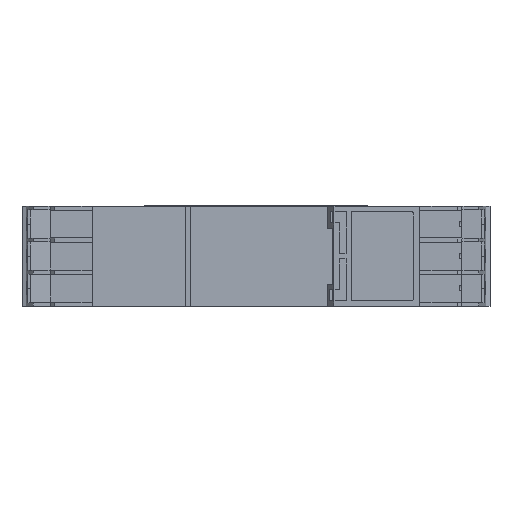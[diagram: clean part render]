
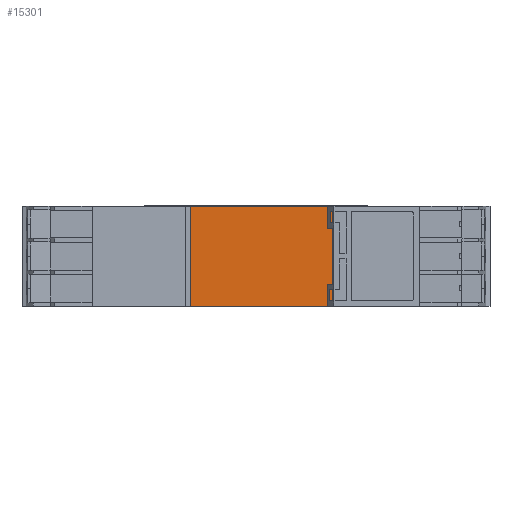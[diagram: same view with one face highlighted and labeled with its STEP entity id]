
A CAD part, front view. The second image highlights one B-rep face of the part: STEP entity #15301.
In plain terms, the highlighted planar face has unit normal (0, -1, 0).
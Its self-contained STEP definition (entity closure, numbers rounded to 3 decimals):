
#2834 = EDGE_LOOP ( 'NONE', ( #65652, #65653, #65651, #65654 ) ) ;
#5012 = PLANE ( 'NONE',  #61585 ) ;
#5013 = CARTESIAN_POINT ( 'NONE',  ( -55.724, 59.249, -14.357 ) ) ;
#5014 = DIRECTION ( 'NONE',  ( 0., -1., 0. ) ) ;
#5015 = DIRECTION ( 'NONE',  ( 0., 0., -1. ) ) ;
#15301 = ADVANCED_FACE ( 'NONE', ( #61402 ), #5012, .T. ) ;
#17983 = CARTESIAN_POINT ( 'NONE',  ( -55.724, 59.249, -13.857 ) ) ;
#17984 = CARTESIAN_POINT ( 'NONE',  ( -22.424, 59.249, -13.857 ) ) ;
#18314 = CARTESIAN_POINT ( 'NONE',  ( -55.724, 59.249, 8.643 ) ) ;
#18318 = CARTESIAN_POINT ( 'NONE',  ( -22.424, 59.249, 8.643 ) ) ;
#19834 = LINE ( 'NONE', #22245, #19922 ) ;
#19922 = VECTOR ( 'NONE', #22246, 1000. ) ;
#22245 = CARTESIAN_POINT ( 'NONE',  ( -55.724, 59.249, 8.643 ) ) ;
#22246 = DIRECTION ( 'NONE',  ( -1., 0., 0. ) ) ;
#28595 = LINE ( 'NONE', #28939, #29065 ) ;
#28656 = LINE ( 'NONE', #29144, #29127 ) ;
#28657 = LINE ( 'NONE', #29146, #29128 ) ;
#28939 = CARTESIAN_POINT ( 'NONE',  ( -76.377, 59.249, -13.857 ) ) ;
#28940 = DIRECTION ( 'NONE',  ( 1., 0., 0. ) ) ;
#29065 = VECTOR ( 'NONE', #28940, 1000. ) ;
#29127 = VECTOR ( 'NONE', #29145, 1000. ) ;
#29128 = VECTOR ( 'NONE', #29147, 1000. ) ;
#29144 = CARTESIAN_POINT ( 'NONE',  ( -22.424, 59.249, -14.357 ) ) ;
#29145 = DIRECTION ( 'NONE',  ( 0., 0., 1. ) ) ;
#29146 = CARTESIAN_POINT ( 'NONE',  ( -55.724, 59.249, -14.357 ) ) ;
#29147 = DIRECTION ( 'NONE',  ( 0., 0., -1. ) ) ;
#51938 = VERTEX_POINT ( 'NONE', #17983 ) ;
#51939 = VERTEX_POINT ( 'NONE', #17984 ) ;
#53072 = VERTEX_POINT ( 'NONE', #18314 ) ;
#53076 = VERTEX_POINT ( 'NONE', #18318 ) ;
#56888 = EDGE_CURVE ( 'NONE', #53076, #53072, #19834, .T. ) ;
#57944 = EDGE_CURVE ( 'NONE', #51938, #51939, #28595, .T. ) ;
#58008 = EDGE_CURVE ( 'NONE', #51939, #53076, #28656, .T. ) ;
#58009 = EDGE_CURVE ( 'NONE', #53072, #51938, #28657, .T. ) ;
#61402 = FACE_OUTER_BOUND ( 'NONE', #2834, .T. ) ;
#61585 = AXIS2_PLACEMENT_3D ( 'NONE', #5013, #5014, #5015 ) ;
#65651 = ORIENTED_EDGE ( 'NONE', *, *, #56888, .T. ) ;
#65652 = ORIENTED_EDGE ( 'NONE', *, *, #57944, .T. ) ;
#65653 = ORIENTED_EDGE ( 'NONE', *, *, #58008, .T. ) ;
#65654 = ORIENTED_EDGE ( 'NONE', *, *, #58009, .T. ) ;
